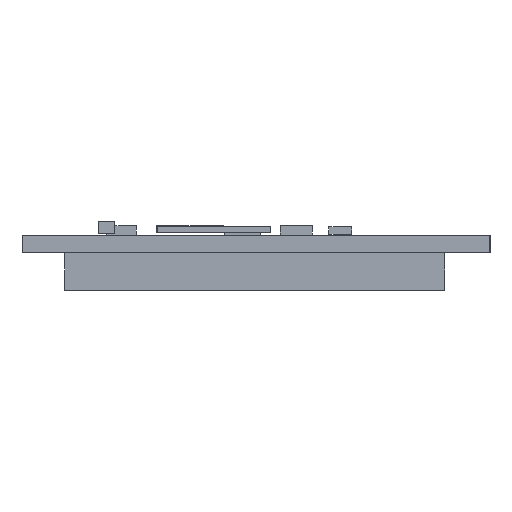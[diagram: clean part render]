
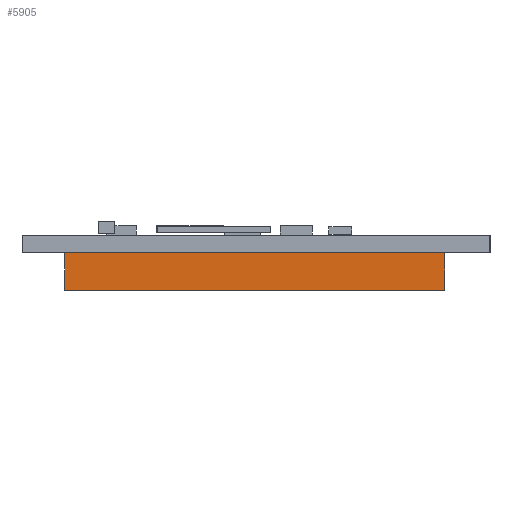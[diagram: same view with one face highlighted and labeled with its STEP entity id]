
A CAD part, left-side view. The second image highlights one B-rep face of the part: STEP entity #5905.
In plain terms, the highlighted planar face has unit normal (-1, 0, 0).
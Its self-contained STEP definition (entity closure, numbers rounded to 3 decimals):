
#5642 = EDGE_CURVE('',#5643,#5645,#5647,.T.);
#5643 = VERTEX_POINT('',#5644);
#5644 = CARTESIAN_POINT('',(-3.127,20.127,0.));
#5645 = VERTEX_POINT('',#5646);
#5646 = CARTESIAN_POINT('',(-3.127,20.127,4.));
#5647 = SURFACE_CURVE('',#5648,(#5652,#5664),.PCURVE_S1.);
#5648 = LINE('',#5649,#5650);
#5649 = CARTESIAN_POINT('',(-3.127,20.127,0.));
#5650 = VECTOR('',#5651,1.);
#5651 = DIRECTION('',(0.,0.,1.));
#5652 = PCURVE('',#5653,#5658);
#5653 = PLANE('',#5654);
#5654 = AXIS2_PLACEMENT_3D('',#5655,#5656,#5657);
#5655 = CARTESIAN_POINT('',(-3.127,20.127,0.));
#5656 = DIRECTION('',(0.,1.,0.));
#5657 = DIRECTION('',(1.,0.,0.));
#5658 = DEFINITIONAL_REPRESENTATION('',(#5659),#5663);
#5659 = LINE('',#5660,#5661);
#5660 = CARTESIAN_POINT('',(0.,0.));
#5661 = VECTOR('',#5662,1.);
#5662 = DIRECTION('',(0.,-1.));
#5663 = ( GEOMETRIC_REPRESENTATION_CONTEXT(2) 
PARAMETRIC_REPRESENTATION_CONTEXT() REPRESENTATION_CONTEXT('2D SPACE',''
  ) );
#5664 = PCURVE('',#5665,#5670);
#5665 = PLANE('',#5666);
#5666 = AXIS2_PLACEMENT_3D('',#5667,#5668,#5669);
#5667 = CARTESIAN_POINT('',(-3.127,-20.127,0.));
#5668 = DIRECTION('',(-1.,0.,0.));
#5669 = DIRECTION('',(0.,1.,0.));
#5670 = DEFINITIONAL_REPRESENTATION('',(#5671),#5675);
#5671 = LINE('',#5672,#5673);
#5672 = CARTESIAN_POINT('',(40.254,0.));
#5673 = VECTOR('',#5674,1.);
#5674 = DIRECTION('',(0.,-1.));
#5675 = ( GEOMETRIC_REPRESENTATION_CONTEXT(2) 
PARAMETRIC_REPRESENTATION_CONTEXT() REPRESENTATION_CONTEXT('2D SPACE',''
  ) );
#5693 = PLANE('',#5694);
#5694 = AXIS2_PLACEMENT_3D('',#5695,#5696,#5697);
#5695 = CARTESIAN_POINT('',(-3.127,20.127,4.));
#5696 = DIRECTION('',(0.,0.,1.));
#5697 = DIRECTION('',(1.,0.,0.));
#5747 = PLANE('',#5748);
#5748 = AXIS2_PLACEMENT_3D('',#5749,#5750,#5751);
#5749 = CARTESIAN_POINT('',(-3.127,20.127,0.));
#5750 = DIRECTION('',(0.,0.,1.));
#5751 = DIRECTION('',(1.,0.,0.));
#5802 = PLANE('',#5803);
#5803 = AXIS2_PLACEMENT_3D('',#5804,#5805,#5806);
#5804 = CARTESIAN_POINT('',(3.127,-20.127,0.));
#5805 = DIRECTION('',(0.,-1.,0.));
#5806 = DIRECTION('',(-1.,0.,0.));
#5840 = VERTEX_POINT('',#5841);
#5841 = CARTESIAN_POINT('',(-3.127,-20.127,4.));
#5862 = EDGE_CURVE('',#5863,#5840,#5865,.T.);
#5863 = VERTEX_POINT('',#5864);
#5864 = CARTESIAN_POINT('',(-3.127,-20.127,0.));
#5865 = SURFACE_CURVE('',#5866,(#5870,#5877),.PCURVE_S1.);
#5866 = LINE('',#5867,#5868);
#5867 = CARTESIAN_POINT('',(-3.127,-20.127,0.));
#5868 = VECTOR('',#5869,1.);
#5869 = DIRECTION('',(0.,0.,1.));
#5870 = PCURVE('',#5802,#5871);
#5871 = DEFINITIONAL_REPRESENTATION('',(#5872),#5876);
#5872 = LINE('',#5873,#5874);
#5873 = CARTESIAN_POINT('',(6.254,0.));
#5874 = VECTOR('',#5875,1.);
#5875 = DIRECTION('',(0.,-1.));
#5876 = ( GEOMETRIC_REPRESENTATION_CONTEXT(2) 
PARAMETRIC_REPRESENTATION_CONTEXT() REPRESENTATION_CONTEXT('2D SPACE',''
  ) );
#5877 = PCURVE('',#5665,#5878);
#5878 = DEFINITIONAL_REPRESENTATION('',(#5879),#5883);
#5879 = LINE('',#5880,#5881);
#5880 = CARTESIAN_POINT('',(0.,0.));
#5881 = VECTOR('',#5882,1.);
#5882 = DIRECTION('',(0.,-1.));
#5883 = ( GEOMETRIC_REPRESENTATION_CONTEXT(2) 
PARAMETRIC_REPRESENTATION_CONTEXT() REPRESENTATION_CONTEXT('2D SPACE',''
  ) );
#5905 = ADVANCED_FACE('',(#5906),#5665,.T.);
#5906 = FACE_BOUND('',#5907,.T.);
#5907 = EDGE_LOOP('',(#5908,#5909,#5930,#5931));
#5908 = ORIENTED_EDGE('',*,*,#5862,.T.);
#5909 = ORIENTED_EDGE('',*,*,#5910,.T.);
#5910 = EDGE_CURVE('',#5840,#5645,#5911,.T.);
#5911 = SURFACE_CURVE('',#5912,(#5916,#5923),.PCURVE_S1.);
#5912 = LINE('',#5913,#5914);
#5913 = CARTESIAN_POINT('',(-3.127,-20.127,4.));
#5914 = VECTOR('',#5915,1.);
#5915 = DIRECTION('',(0.,1.,0.));
#5916 = PCURVE('',#5665,#5917);
#5917 = DEFINITIONAL_REPRESENTATION('',(#5918),#5922);
#5918 = LINE('',#5919,#5920);
#5919 = CARTESIAN_POINT('',(0.,-4.));
#5920 = VECTOR('',#5921,1.);
#5921 = DIRECTION('',(1.,0.));
#5922 = ( GEOMETRIC_REPRESENTATION_CONTEXT(2) 
PARAMETRIC_REPRESENTATION_CONTEXT() REPRESENTATION_CONTEXT('2D SPACE',''
  ) );
#5923 = PCURVE('',#5693,#5924);
#5924 = DEFINITIONAL_REPRESENTATION('',(#5925),#5929);
#5925 = LINE('',#5926,#5927);
#5926 = CARTESIAN_POINT('',(0.,-40.254));
#5927 = VECTOR('',#5928,1.);
#5928 = DIRECTION('',(0.,1.));
#5929 = ( GEOMETRIC_REPRESENTATION_CONTEXT(2) 
PARAMETRIC_REPRESENTATION_CONTEXT() REPRESENTATION_CONTEXT('2D SPACE',''
  ) );
#5930 = ORIENTED_EDGE('',*,*,#5642,.F.);
#5931 = ORIENTED_EDGE('',*,*,#5932,.F.);
#5932 = EDGE_CURVE('',#5863,#5643,#5933,.T.);
#5933 = SURFACE_CURVE('',#5934,(#5938,#5945),.PCURVE_S1.);
#5934 = LINE('',#5935,#5936);
#5935 = CARTESIAN_POINT('',(-3.127,-20.127,0.));
#5936 = VECTOR('',#5937,1.);
#5937 = DIRECTION('',(0.,1.,0.));
#5938 = PCURVE('',#5665,#5939);
#5939 = DEFINITIONAL_REPRESENTATION('',(#5940),#5944);
#5940 = LINE('',#5941,#5942);
#5941 = CARTESIAN_POINT('',(0.,0.));
#5942 = VECTOR('',#5943,1.);
#5943 = DIRECTION('',(1.,0.));
#5944 = ( GEOMETRIC_REPRESENTATION_CONTEXT(2) 
PARAMETRIC_REPRESENTATION_CONTEXT() REPRESENTATION_CONTEXT('2D SPACE',''
  ) );
#5945 = PCURVE('',#5747,#5946);
#5946 = DEFINITIONAL_REPRESENTATION('',(#5947),#5951);
#5947 = LINE('',#5948,#5949);
#5948 = CARTESIAN_POINT('',(0.,-40.254));
#5949 = VECTOR('',#5950,1.);
#5950 = DIRECTION('',(0.,1.));
#5951 = ( GEOMETRIC_REPRESENTATION_CONTEXT(2) 
PARAMETRIC_REPRESENTATION_CONTEXT() REPRESENTATION_CONTEXT('2D SPACE',''
  ) );
